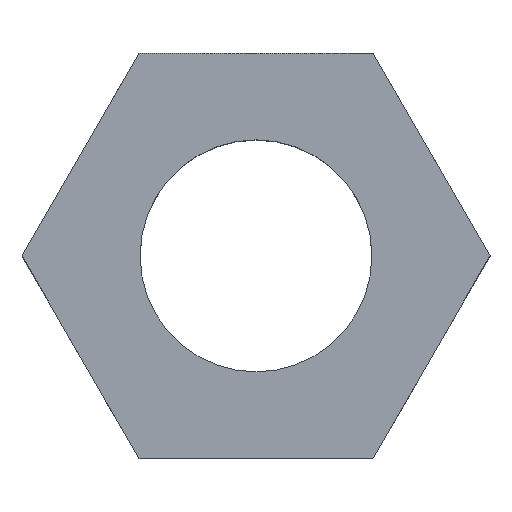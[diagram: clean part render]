
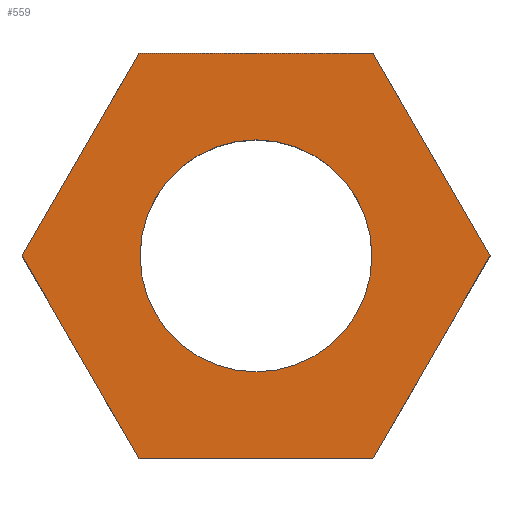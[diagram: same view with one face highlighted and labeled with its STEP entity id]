
A CAD part, top view. The second image highlights one B-rep face of the part: STEP entity #559.
In plain terms, the highlighted planar face has unit normal (0, 0, 1).
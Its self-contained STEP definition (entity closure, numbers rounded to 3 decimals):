
#13 = EDGE_LOOP ( 'NONE', ( #390, #382, #381, #385, #386, #372 ) ) ;
#17 = EDGE_CURVE ( 'NONE', #85, #82, #387, .T. ) ;
#18 = EDGE_CURVE ( 'NONE', #91, #93, #456, .T. ) ;
#30 = EDGE_CURVE ( 'NONE', #83, #84, #467, .T. ) ;
#43 = AXIS2_PLACEMENT_3D ( 'NONE', #334, #336, #337 ) ;
#51 = EDGE_CURVE ( 'NONE', #86, #85, #471, .T. ) ;
#53 = AXIS2_PLACEMENT_3D ( 'NONE', #134, #135, #136 ) ;
#70 = AXIS2_PLACEMENT_3D ( 'NONE', #191, #193, #194 ) ;
#72 = EDGE_CURVE ( 'NONE', #84, #83, #486, .T. ) ;
#82 = VERTEX_POINT ( 'NONE', #200 ) ;
#83 = VERTEX_POINT ( 'NONE', #209 ) ;
#84 = VERTEX_POINT ( 'NONE', #219 ) ;
#85 = VERTEX_POINT ( 'NONE', #220 ) ;
#86 = VERTEX_POINT ( 'NONE', #221 ) ;
#91 = VERTEX_POINT ( 'NONE', #218 ) ;
#93 = VERTEX_POINT ( 'NONE', #226 ) ;
#96 = VERTEX_POINT ( 'NONE', #229 ) ;
#110 = CARTESIAN_POINT ( 'NONE',  ( -4.907, -8.5, 3.5 ) ) ;
#116 = CARTESIAN_POINT ( 'NONE',  ( -4.907, 8.5, 3.5 ) ) ;
#117 = DIRECTION ( 'NONE',  ( -0.5, -0.866, 0. ) ) ;
#119 = DIRECTION ( 'NONE',  ( 1., 0., 0. ) ) ;
#134 = CARTESIAN_POINT ( 'NONE',  ( 0., 0., 3.5 ) ) ;
#135 = DIRECTION ( 'NONE',  ( 0., 0., 1. ) ) ;
#136 = DIRECTION ( 'NONE',  ( 1., 0., 0. ) ) ;
#163 = CARTESIAN_POINT ( 'NONE',  ( 4.907, 8.5, 3.5 ) ) ;
#167 = DIRECTION ( 'NONE',  ( -1., 0., 0. ) ) ;
#191 = CARTESIAN_POINT ( 'NONE',  ( 0., 0., 3.5 ) ) ;
#193 = DIRECTION ( 'NONE',  ( 0., 0., 1. ) ) ;
#194 = DIRECTION ( 'NONE',  ( 1., 0., 0. ) ) ;
#200 = CARTESIAN_POINT ( 'NONE',  ( -9.815, 0., 3.5 ) ) ;
#209 = CARTESIAN_POINT ( 'NONE',  ( -4.864, 0., 3.5 ) ) ;
#218 = CARTESIAN_POINT ( 'NONE',  ( -4.907, -8.5, 3.5 ) ) ;
#219 = CARTESIAN_POINT ( 'NONE',  ( 4.864, 0., 3.5 ) ) ;
#220 = CARTESIAN_POINT ( 'NONE',  ( -4.907, 8.5, 3.5 ) ) ;
#221 = CARTESIAN_POINT ( 'NONE',  ( 4.907, 8.5, 3.5 ) ) ;
#226 = CARTESIAN_POINT ( 'NONE',  ( 4.907, -8.5, 3.5 ) ) ;
#229 = CARTESIAN_POINT ( 'NONE',  ( 9.815, 0., 3.5 ) ) ;
#257 = CARTESIAN_POINT ( 'NONE',  ( 4.907, -8.5, 3.5 ) ) ;
#266 = CARTESIAN_POINT ( 'NONE',  ( -9.815, 0., 3.5 ) ) ;
#267 = DIRECTION ( 'NONE',  ( 0.5, -0.866, 0. ) ) ;
#268 = CARTESIAN_POINT ( 'NONE',  ( 9.815, 0., 3.5 ) ) ;
#269 = DIRECTION ( 'NONE',  ( -0.5, 0.866, 0. ) ) ;
#274 = DIRECTION ( 'NONE',  ( 0.5, 0.866, 0. ) ) ;
#334 = CARTESIAN_POINT ( 'NONE',  ( 0., 9.815, 3.5 ) ) ;
#335 = PLANE ( 'NONE',  #43 ) ;
#336 = DIRECTION ( 'NONE',  ( 0., 0., -1. ) ) ;
#337 = DIRECTION ( 'NONE',  ( -1., 0., 0. ) ) ;
#372 = ORIENTED_EDGE ( 'NONE', *, *, #541, .T. ) ;
#377 = ORIENTED_EDGE ( 'NONE', *, *, #30, .F. ) ;
#381 = ORIENTED_EDGE ( 'NONE', *, *, #17, .T. ) ;
#382 = ORIENTED_EDGE ( 'NONE', *, *, #51, .T. ) ;
#383 = EDGE_LOOP ( 'NONE', ( #394, #377 ) ) ;
#385 = ORIENTED_EDGE ( 'NONE', *, *, #537, .T. ) ;
#386 = ORIENTED_EDGE ( 'NONE', *, *, #18, .T. ) ;
#387 = LINE ( 'NONE', #116, #457 ) ;
#390 = ORIENTED_EDGE ( 'NONE', *, *, #538, .T. ) ;
#394 = ORIENTED_EDGE ( 'NONE', *, *, #72, .F. ) ;
#456 = LINE ( 'NONE', #110, #458 ) ;
#457 = VECTOR ( 'NONE', #117, 1000. ) ;
#458 = VECTOR ( 'NONE', #119, 1000. ) ;
#467 = CIRCLE ( 'NONE', #53, 4.864 ) ;
#471 = LINE ( 'NONE', #163, #476 ) ;
#476 = VECTOR ( 'NONE', #167, 1000. ) ;
#486 = CIRCLE ( 'NONE', #70, 4.864 ) ;
#488 = LINE ( 'NONE', #266, #494 ) ;
#491 = VECTOR ( 'NONE', #274, 1000. ) ;
#494 = VECTOR ( 'NONE', #267, 1000. ) ;
#496 = LINE ( 'NONE', #268, #497 ) ;
#497 = VECTOR ( 'NONE', #269, 1000. ) ;
#499 = LINE ( 'NONE', #257, #491 ) ;
#525 = FACE_BOUND ( 'NONE', #383, .T. ) ;
#526 = FACE_OUTER_BOUND ( 'NONE', #13, .T. ) ;
#537 = EDGE_CURVE ( 'NONE', #82, #91, #488, .T. ) ;
#538 = EDGE_CURVE ( 'NONE', #96, #86, #496, .T. ) ;
#541 = EDGE_CURVE ( 'NONE', #93, #96, #499, .T. ) ;
#559 = ADVANCED_FACE ( 'NONE', ( #525, #526 ), #335, .F. ) ;
